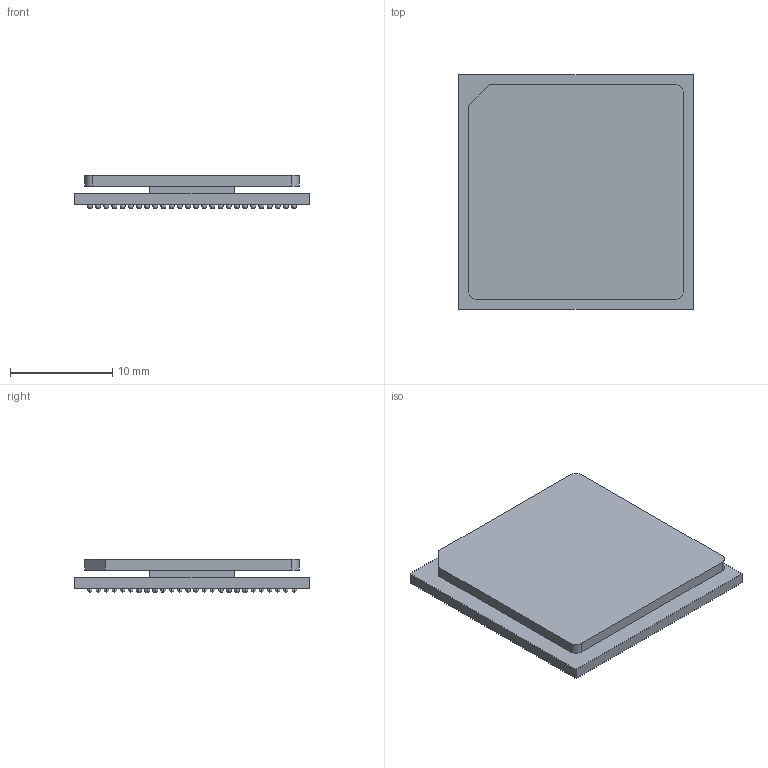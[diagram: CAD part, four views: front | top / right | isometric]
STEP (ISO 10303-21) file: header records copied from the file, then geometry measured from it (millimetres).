
FILE_DESCRIPTION((''),'2;1');
FILE_NAME('GLZ0532A_ASM','2021-08-19T13:54:02',('a0412086'),(''),'CREO PARAMETRIC BY PTC INC, 2018500','CREO PARAMETRIC BY PTC INC, 2018500','');
FILE_SCHEMA(('CONFIG_CONTROL_DESIGN','SHAPE_APPEARANCE_LAYERS_GROUPS'));
Length unit declared in the file: millimetre
Products named in the file (152): DIE; SUBSTRATE_AF0; SMASK_TOP; HEAT_SPREADER; SOLDER_BALL; SOLDER_BALL_AF0; SOLDER_BALL_AF1; SOLDER_BALL_AF2; SOLDER_BALL_AF3; SOLDER_BALL_AF4; SOLDER_BALL_AF5; SOLDER_BALL_AF6; SOLDER_BALL_AF7; SOLDER_BALL_AF8; SOLDER_BALL_AF9; SOLDER_BALL_AF10; SOLDER_BALL_AF11; SOLDER_BALL_AF12; SOLDER_BALL_AF13; SOLDER_BALL_AF14; SOLDER_BALL_AF15; SOLDER_BALL_AF16; SOLDER_BALL_AF17; SOLDER_BALL_AF18; SOLDER_BALL_AF19; SOLDER_BALL_AF20; SOLDER_BALL_AF21; SOLDER_BALL_AF22; SOLDER_BALL_AF23; SOLDER_BALL_AF24; SOLDER_BALL_AF25; SOLDER_BALL_AF26; SOLDER_BALL_AF27; SOLDER_BALL_AF28; SOLDER_BALL_AF29; SOLDER_BALL_AF30; SOLDER_BALL_AF31; SOLDER_BALL_AF32; SOLDER_BALL_AF33; SOLDER_BALL_AF34 ...
Assembly tree (681 placements, depth 2):
  GLZ0532A_ASM
    DIE
    SUBSTRATE_AF0
    SMASK_TOP
    HEAT_SPREADER
    SOLDER_BALL  x531
    SOLDER_BALL_AF0
    SOLDER_BALL_AF1
    SOLDER_BALL_AF2
    SOLDER_BALL_AF3
    SOLDER_BALL_AF4
    SOLDER_BALL_AF5
    SOLDER_BALL_AF6
    SOLDER_BALL_AF7
    SOLDER_BALL_AF8
    SOLDER_BALL_AF9
    SOLDER_BALL_AF10
    SOLDER_BALL_AF11
    SOLDER_BALL_AF12
    SOLDER_BALL_AF13
    SOLDER_BALL_AF14
    SOLDER_BALL_AF15
    SOLDER_BALL_AF16
    SOLDER_BALL_AF17
    SOLDER_BALL_AF18
    SOLDER_BALL_AF19
    SOLDER_BALL_AF20
    SOLDER_BALL_AF21
    SOLDER_BALL_AF22
    SOLDER_BALL_AF23
    SOLDER_BALL_AF24
    SOLDER_BALL_AF25
    SOLDER_BALL_AF26
    SOLDER_BALL_AF27
    SOLDER_BALL_AF28
    SOLDER_BALL_AF29
    SOLDER_BALL_AF30
    SOLDER_BALL_AF31
    SOLDER_BALL_AF32
    SOLDER_BALL_AF33
    SOLDER_BALL_AF34
    SOLDER_BALL_AF35
    SOLDER_BALL_AF36
    SOLDER_BALL_AF37
    SOLDER_BALL_AF38
    SOLDER_BALL_AF39
    SOLDER_BALL_AF40
    SOLDER_BALL_AF41
    SOLDER_BALL_AF42
    SOLDER_BALL_AF43
    SOLDER_BALL_AF44
    SOLDER_BALL_AF45
    SOLDER_BALL_AF46
    SOLDER_BALL_AF47
    SOLDER_BALL_AF48
    SOLDER_BALL_AF49
    SOLDER_BALL_AF50
    SOLDER_BALL_AF51
    SOLDER_BALL_AF52
    SOLDER_BALL_AF53
Bounding box: 23 x 23 x 3.25 mm (x, y, z)
Volume: 1124.6 mm3; surface area: 4804.9 mm2
Topology: 537 solids, 537 shells, 1630 faces, 3264 edges, 1644 vertices
Faces by surface type: sphere 1064, plane 563, cylinder 3
Entity records: 9022 total; most frequent: DIRECTION 1840, CARTESIAN_POINT 1007, AXIS2_PLACEMENT_3D 887, PRODUCT_DEFINITION_SHAPE 833, ITEM_DEFINED_TRANSFORMATION 681, CONTEXT_DEPENDENT_SHAPE_REPRESENTATION 681, NEXT_ASSEMBLY_USAGE_OCCURRENCE 681, ORIENTED_EDGE 160
